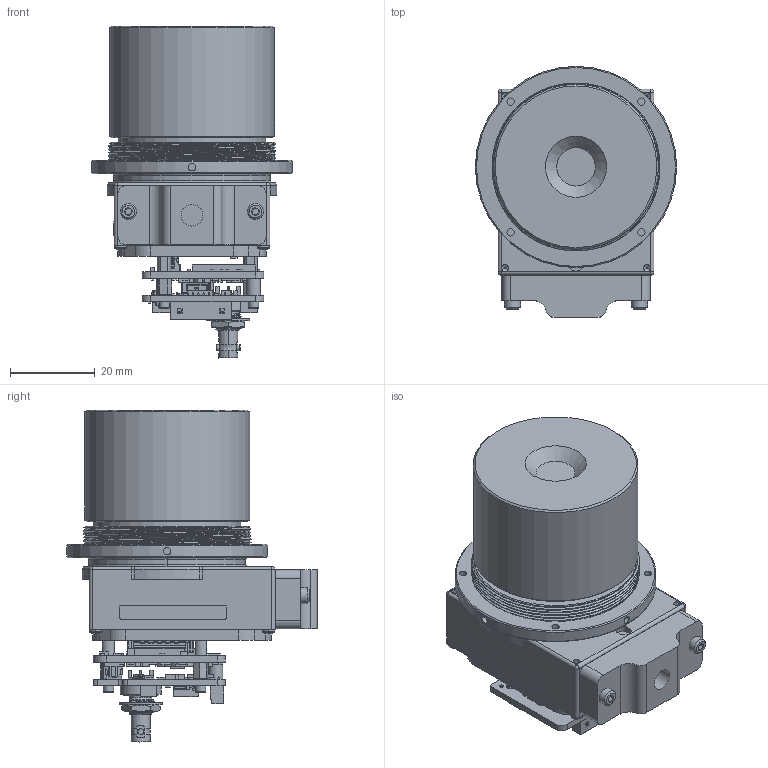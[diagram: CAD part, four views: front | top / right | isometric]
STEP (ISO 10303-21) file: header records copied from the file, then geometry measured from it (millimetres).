
FILE_DESCRIPTION (( 'STEP AP214' ), '1' );
FILE_NAME ('SL-D5-1326-A60 Mechanical ICD, Viento HD10 SDI, 12.8mm, RevA.STEP', '2024-06-20T15:54:07', ( '' ), ( '' ), 'SwSTEP 2.0', 'SolidWorks 2023', '' );
FILE_SCHEMA (( 'AUTOMOTIVE_DESIGN' ));
Length unit declared in the file: millimetre
Products named in the file (1): SL-D5-1326-A60 Mechanical ICD, Viento HD10 SDI, 12.8mm, RevA
Bounding box: 47.5 x 59.28 x 78.42 mm (x, y, z)
Volume: 73696.8 mm3; surface area: 29217.2 mm2
Topology: 13 solids, 17 shells, 2212 faces, 5656 edges, 3696 vertices
Faces by surface type: plane 1651, cylinder 337, cone 119, bspline 66, torus 27, sphere 12
Full cylindrical faces by diameter (mm): 0.351 x1, 0.6 x6, 0.864 x3, 1 x1, 1.112 x2, 1.191 x1, 1.2 x2, 1.524 x5, 1.6 x6, 1.727 x8, 1.8 x1, 1.9 x4, 2.4 x2, 2.438 x3, 3.3 x1, 3.8 x2, 5.105 x1, 9.7 x1, 10.21 x1, 32.5 x1, 33.999 x1, 34.9 x1, 38.989 x1, 47.498 x1
Entity records: 80509 total; most frequent: CARTESIAN_POINT 27562, ORIENTED_EDGE 11010, DIRECTION 10275, EDGE_CURVE 5505, VECTOR 4315, LINE 4315, VERTEX_POINT 3653, AXIS2_PLACEMENT_3D 2980
